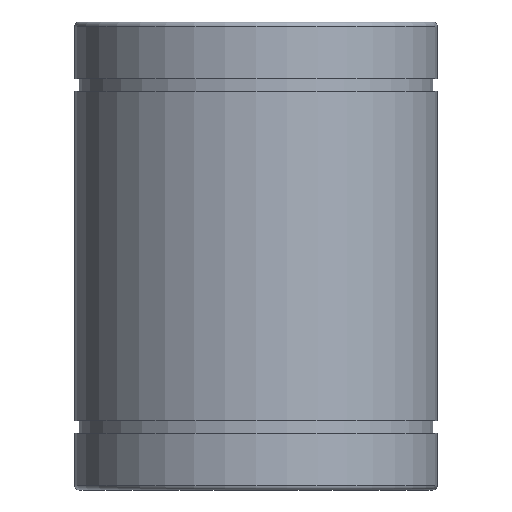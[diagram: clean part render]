
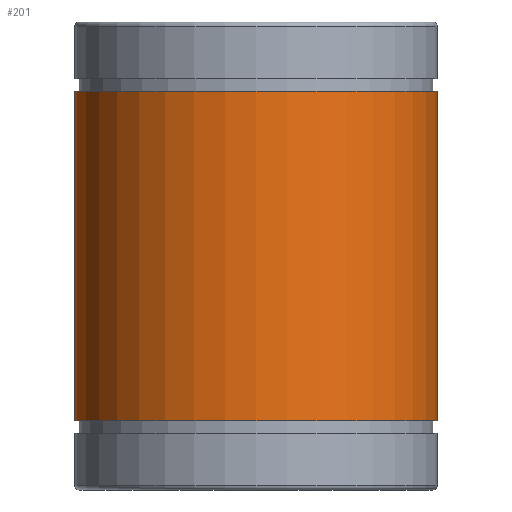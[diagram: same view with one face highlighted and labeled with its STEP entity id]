
A CAD part, front view. The second image highlights one B-rep face of the part: STEP entity #201.
In plain terms, the highlighted cylindrical face has radius 31 mm (diameter 62 mm), a partial arc.
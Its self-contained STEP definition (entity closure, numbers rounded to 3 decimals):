
#1 = EDGE_CURVE ( 'NONE', #279, #280, #836, .T. ) ;
#57 = EDGE_CURVE ( 'NONE', #280, #281, #889, .T. ) ;
#93 = AXIS2_PLACEMENT_3D ( 'NONE', #382, #389, #390 ) ;
#131 = AXIS2_PLACEMENT_3D ( 'NONE', #485, #484, #483 ) ;
#182 = AXIS2_PLACEMENT_3D ( 'NONE', #623, #632, #633 ) ;
#201 = ADVANCED_FACE ( 'NONE', ( #936 ), #939, .T. ) ;
#222 = EDGE_CURVE ( 'NONE', #279, #278, #1024, .T. ) ;
#246 = CARTESIAN_POINT ( 'NONE',  ( -31., 0., 40. ) ) ;
#278 = VERTEX_POINT ( 'NONE', #674 ) ;
#279 = VERTEX_POINT ( 'NONE', #675 ) ;
#280 = VERTEX_POINT ( 'NONE', #676 ) ;
#281 = VERTEX_POINT ( 'NONE', #677 ) ;
#282 = DIRECTION ( 'NONE',  ( 0., 0., 1. ) ) ;
#382 = CARTESIAN_POINT ( 'NONE',  ( 0., 0., 28.15 ) ) ;
#389 = DIRECTION ( 'NONE',  ( 0., 0., 1. ) ) ;
#390 = DIRECTION ( 'NONE',  ( 1., 0., 0. ) ) ;
#483 = DIRECTION ( 'NONE',  ( 1., 0., 0. ) ) ;
#484 = DIRECTION ( 'NONE',  ( 0., 0., 1. ) ) ;
#485 = CARTESIAN_POINT ( 'NONE',  ( 0., 0., 40. ) ) ;
#623 = CARTESIAN_POINT ( 'NONE',  ( 0., 0., -28.15 ) ) ;
#632 = DIRECTION ( 'NONE',  ( 0., 0., 1. ) ) ;
#633 = DIRECTION ( 'NONE',  ( 1., 0., 0. ) ) ;
#674 = CARTESIAN_POINT ( 'NONE',  ( 31., 0., -28.15 ) ) ;
#675 = CARTESIAN_POINT ( 'NONE',  ( -31., 0., -28.15 ) ) ;
#676 = CARTESIAN_POINT ( 'NONE',  ( -31., 0., 28.15 ) ) ;
#677 = CARTESIAN_POINT ( 'NONE',  ( 31., 0., 28.15 ) ) ;
#678 = CARTESIAN_POINT ( 'NONE',  ( 31., 0., 40. ) ) ;
#681 = DIRECTION ( 'NONE',  ( 0., 0., 1. ) ) ;
#756 = EDGE_LOOP ( 'NONE', ( #798, #799, #800, #801 ) ) ;
#798 = ORIENTED_EDGE ( 'NONE', *, *, #1, .F. ) ;
#799 = ORIENTED_EDGE ( 'NONE', *, *, #222, .T. ) ;
#800 = ORIENTED_EDGE ( 'NONE', *, *, #1037, .T. ) ;
#801 = ORIENTED_EDGE ( 'NONE', *, *, #57, .F. ) ;
#836 = LINE ( 'NONE', #246, #837 ) ;
#837 = VECTOR ( 'NONE', #282, 1000. ) ;
#889 = CIRCLE ( 'NONE', #93, 31. ) ;
#936 = FACE_OUTER_BOUND ( 'NONE', #756, .T. ) ;
#939 = CYLINDRICAL_SURFACE ( 'NONE', #131, 31. ) ;
#1024 = CIRCLE ( 'NONE', #182, 31. ) ;
#1025 = LINE ( 'NONE', #678, #1029 ) ;
#1029 = VECTOR ( 'NONE', #681, 1000. ) ;
#1037 = EDGE_CURVE ( 'NONE', #278, #281, #1025, .T. ) ;
